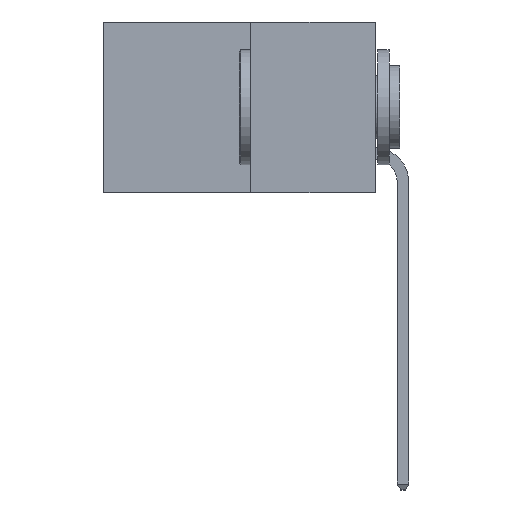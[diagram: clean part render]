
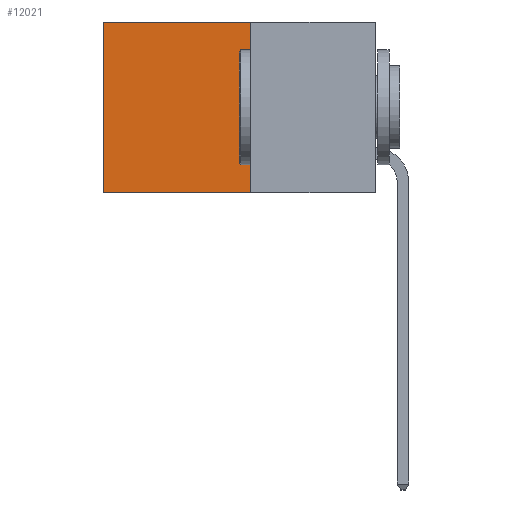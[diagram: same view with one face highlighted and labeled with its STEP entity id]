
A CAD part, left-side view. The second image highlights one B-rep face of the part: STEP entity #12021.
In plain terms, the highlighted planar face has unit normal (-1, 0, 0).
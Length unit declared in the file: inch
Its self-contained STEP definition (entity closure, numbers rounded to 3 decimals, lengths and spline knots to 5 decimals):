
#243 = FACE_OUTER_BOUND ( 'NONE', #3213, .T. ) ;
#1437 = VECTOR ( 'NONE', #2069, 39.37008 ) ;
#1447 = VERTEX_POINT ( 'NONE', #12479 ) ;
#2069 = DIRECTION ( 'NONE',  ( 0., 0., -1. ) ) ;
#2197 = CARTESIAN_POINT ( 'NONE',  ( 0.277, 0.27, -0.37 ) ) ;
#2440 = VECTOR ( 'NONE', #6028, 39.37008 ) ;
#2999 = ORIENTED_EDGE ( 'NONE', *, *, #9005, .F. ) ;
#3157 = CARTESIAN_POINT ( 'NONE',  ( 0.277, 0.27, -0.37 ) ) ;
#3213 = EDGE_LOOP ( 'NONE', ( #4219, #2999, #9395, #11225 ) ) ;
#4075 = LINE ( 'NONE', #2197, #1437 ) ;
#4156 = DIRECTION ( 'NONE',  ( 0., 0., -1. ) ) ;
#4219 = ORIENTED_EDGE ( 'NONE', *, *, #9314, .T. ) ;
#4657 = VERTEX_POINT ( 'NONE', #6957 ) ;
#4987 = VECTOR ( 'NONE', #7665, 39.37008 ) ;
#5776 = EDGE_CURVE ( 'NONE', #4657, #11464, #7029, .T. ) ;
#6028 = DIRECTION ( 'NONE',  ( 0., 1., 0. ) ) ;
#6422 = DIRECTION ( 'NONE',  ( 0., 0., -1. ) ) ;
#6684 = EDGE_CURVE ( 'NONE', #4657, #1447, #4075, .T. ) ;
#6868 = AXIS2_PLACEMENT_3D ( 'NONE', #3157, #10101, #4156 ) ;
#6957 = CARTESIAN_POINT ( 'NONE',  ( 0.277, 0.27, 0. ) ) ;
#7029 = LINE ( 'NONE', #7684, #4987 ) ;
#7059 = VERTEX_POINT ( 'NONE', #12520 ) ;
#7665 = DIRECTION ( 'NONE',  ( 0., 1., 0. ) ) ;
#7684 = CARTESIAN_POINT ( 'NONE',  ( 0.277, 0.27, 0. ) ) ;
#7737 = LINE ( 'NONE', #11946, #2440 ) ;
#8117 = PLANE ( 'NONE',  #6868 ) ;
#9005 = EDGE_CURVE ( 'NONE', #1447, #7059, #7737, .T. ) ;
#9314 = EDGE_CURVE ( 'NONE', #11464, #7059, #12186, .T. ) ;
#9395 = ORIENTED_EDGE ( 'NONE', *, *, #6684, .F. ) ;
#9577 = VECTOR ( 'NONE', #6422, 39.37008 ) ;
#10101 = DIRECTION ( 'NONE',  ( 1., 0., 0. ) ) ;
#11225 = ORIENTED_EDGE ( 'NONE', *, *, #5776, .T. ) ;
#11464 = VERTEX_POINT ( 'NONE', #12199 ) ;
#11946 = CARTESIAN_POINT ( 'NONE',  ( 0.277, 0.27, -0.37 ) ) ;
#12021 = ADVANCED_FACE ( 'NONE', ( #243 ), #8117, .F. ) ;
#12186 = LINE ( 'NONE', #12326, #9577 ) ;
#12199 = CARTESIAN_POINT ( 'NONE',  ( 0.277, 0.59, 0. ) ) ;
#12326 = CARTESIAN_POINT ( 'NONE',  ( 0.277, 0.59, -0.37 ) ) ;
#12479 = CARTESIAN_POINT ( 'NONE',  ( 0.277, 0.27, -0.37 ) ) ;
#12520 = CARTESIAN_POINT ( 'NONE',  ( 0.277, 0.59, -0.37 ) ) ;
